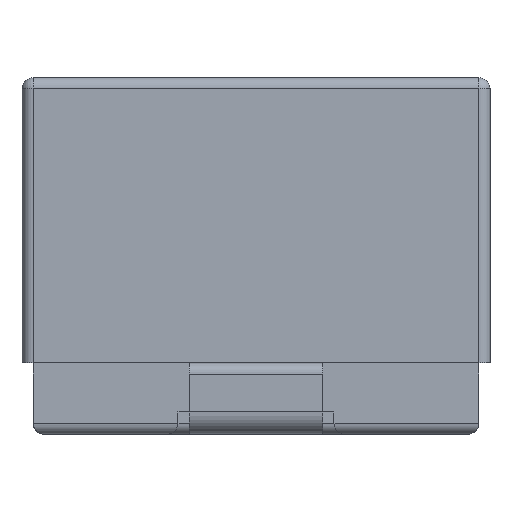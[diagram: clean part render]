
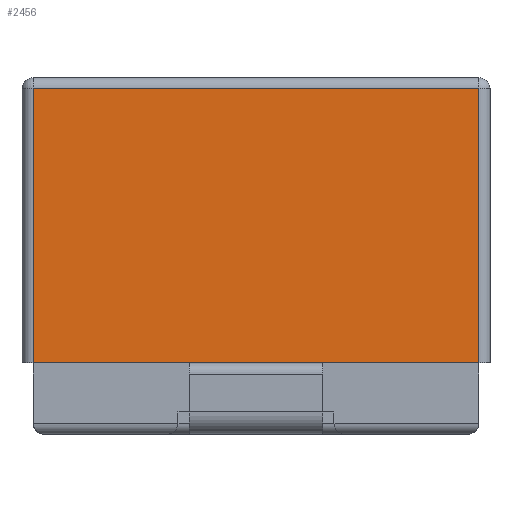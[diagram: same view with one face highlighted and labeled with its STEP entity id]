
A CAD part, left-side view. The second image highlights one B-rep face of the part: STEP entity #2456.
In plain terms, the highlighted planar face has unit normal (-1, 0, 0).
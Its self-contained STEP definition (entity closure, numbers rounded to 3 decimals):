
#1899=CARTESIAN_POINT('',(-2.35,-2.,0.64));
#1900=VERTEX_POINT('',#1899);
#1908=CARTESIAN_POINT('',(-2.35,2.,0.64));
#1909=VERTEX_POINT('',#1908);
#1910=CARTESIAN_POINT('',(-2.35,-2.,0.64));
#1911=DIRECTION('',(0.0,1.0,0.0));
#1912=VECTOR('',#1911,4.);
#1913=LINE('',#1910,#1912);
#1914=EDGE_CURVE('',#1900,#1909,#1913,.T.);
#2426=CARTESIAN_POINT('',(-2.35,-2.2,0.517));
#2427=DIRECTION('',(1.0,0.0,0.0));
#2428=DIRECTION('',(0.0,1.0,0.0));
#2429=AXIS2_PLACEMENT_3D('',#2426,#2427,#2428);
#2430=PLANE('',#2429);
#2431=ORIENTED_EDGE('',*,*,#1914,.F.);
#2432=CARTESIAN_POINT('',(-2.35,-2.,3.1));
#2433=VERTEX_POINT('',#2432);
#2434=CARTESIAN_POINT('',(-2.35,-2.,0.64));
#2435=DIRECTION('',(0.0,0.0,1.0));
#2436=VECTOR('',#2435,2.46);
#2437=LINE('',#2434,#2436);
#2438=EDGE_CURVE('',#1900,#2433,#2437,.T.);
#2439=ORIENTED_EDGE('',*,*,#2438,.T.);
#2440=CARTESIAN_POINT('',(-2.35,2.,3.1));
#2441=VERTEX_POINT('',#2440);
#2442=CARTESIAN_POINT('',(-2.35,-2.,3.1));
#2443=DIRECTION('',(0.0,1.0,0.0));
#2444=VECTOR('',#2443,4.);
#2445=LINE('',#2442,#2444);
#2446=EDGE_CURVE('',#2433,#2441,#2445,.T.);
#2447=ORIENTED_EDGE('',*,*,#2446,.T.);
#2448=CARTESIAN_POINT('',(-2.35,2.,3.1));
#2449=DIRECTION('',(0.0,0.0,-1.0));
#2450=VECTOR('',#2449,2.46);
#2451=LINE('',#2448,#2450);
#2452=EDGE_CURVE('',#2441,#1909,#2451,.T.);
#2453=ORIENTED_EDGE('',*,*,#2452,.T.);
#2454=EDGE_LOOP('',(#2431,#2439,#2447,#2453));
#2455=FACE_OUTER_BOUND('',#2454,.T.);
#2456=ADVANCED_FACE('',(#2455),#2430,.F.);
